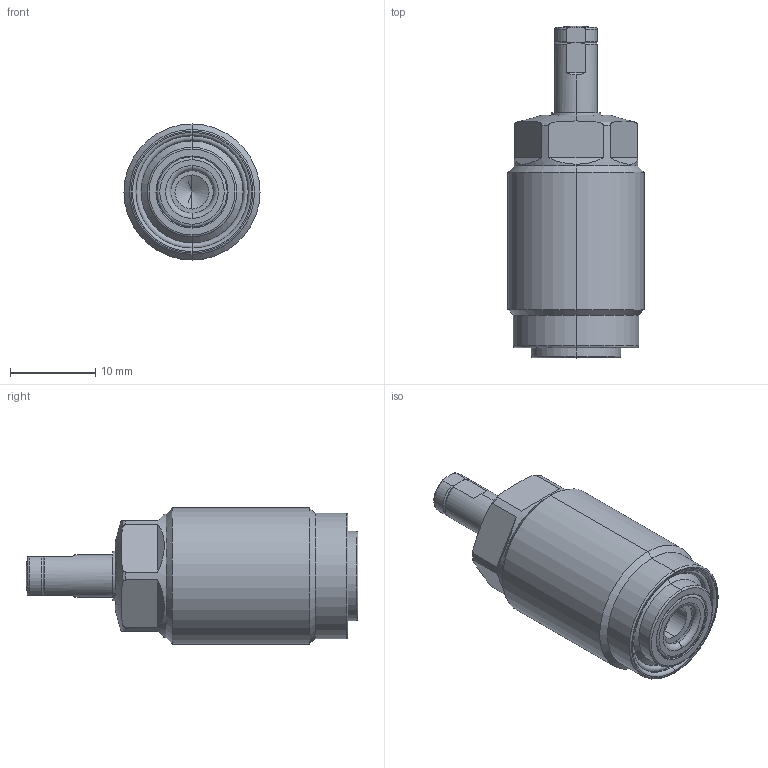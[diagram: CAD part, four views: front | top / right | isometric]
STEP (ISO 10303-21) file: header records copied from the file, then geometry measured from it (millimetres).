
FILE_DESCRIPTION(/* description */ (''),/* implementation_level */ '2;1');
FILE_NAME(/* name */ 'TSS16-S.stp',/* time_stamp */ '2025-01-10T12:55:24+08:00',/* author */ (''),/* organization */ (''),/* preprocessor_version */ 'ST-DEVELOPER v16.7',/* originating_system */ 'SIEMENS PLM Software NX 12.0',/* authorisation */ '');
FILE_SCHEMA (('AUTOMOTIVE_DESIGN { 1 0 10303 214 3 1 1 1 }'));
Length unit declared in the file: millimetre
Products named in the file (6): XLD-M3_contactbolt4105; XLD-M3_Oring662; TSC16-2; TSC16-1; XLDM3694; LD0163-x-ES_step
Assembly tree (5 placements, depth 3):
  LD0163-x-ES_step
    TSC16-1
    TSC16-2
    XLDM3694
      XLD-M3_Oring662
      XLD-M3_contactbolt4105
Bounding box: 16 x 39 x 16 mm (x, y, z)
Volume: 4973.3 mm3; surface area: 2511.9 mm2
Topology: 4 solids, 4 shells, 153 faces, 338 edges, 200 vertices
Faces by surface type: torus 48, cylinder 38, plane 33, cone 32, sphere 2
Entity records: 4720 total; most frequent: CARTESIAN_POINT 1163, DIRECTION 802, ORIENTED_EDGE 672, AXIS2_PLACEMENT_3D 351, EDGE_CURVE 336, VERTEX_POINT 200, CIRCLE 192, EDGE_LOOP 166
